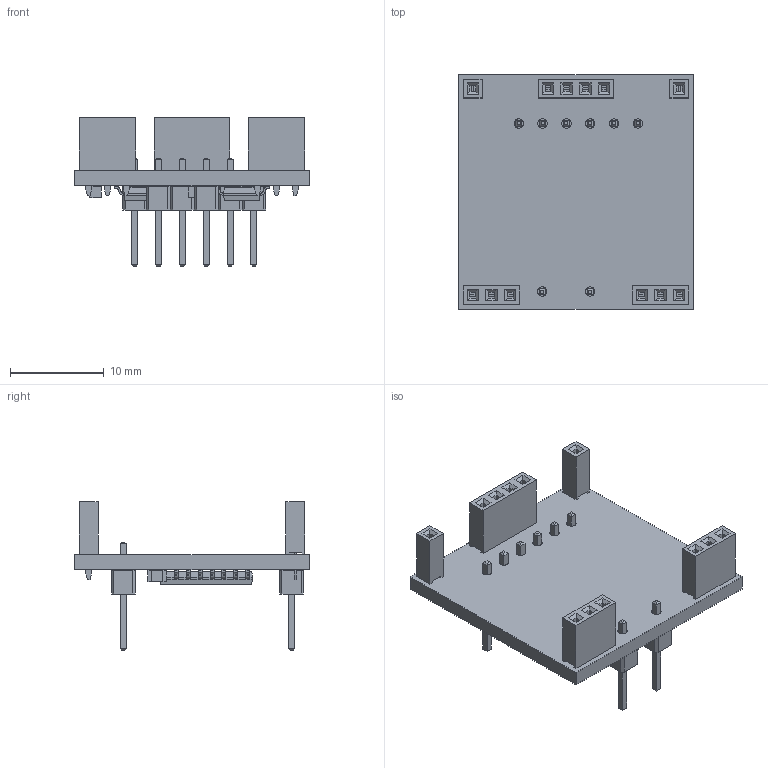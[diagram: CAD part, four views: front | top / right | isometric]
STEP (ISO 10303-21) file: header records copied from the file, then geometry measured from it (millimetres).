
FILE_DESCRIPTION(('KiCad electronic assembly'),'2;1');
FILE_NAME('Shift Register Board.step','2024-07-13T20:35:33',('Pcbnew'),( 'Kicad'),'Open CASCADE STEP processor 7.8','KiCad to STEP converter' ,'Unknown');
FILE_SCHEMA(('AUTOMOTIVE_DESIGN { 1 0 10303 214 1 1 1 1 }'));
Length unit declared in the file: millimetre
Products named in the file (16): Shift Register Board 1; PinSocket_1x04_P2.00mm_Vertical; PinSocket_1x04_P200mm_Vertical; PinSocket_1x03_P2.00mm_Vertical; PinSocket_1x03_P200mm_Vertical; PinSocket_1x01_P2.00mm_Vertical; PinSocket_1x01_P200mm_Vertical; PinHeader_1x01_P2.54mm_Vertical; PinHeader_1x01_P254mm_Vertical; C_0805_2012Metric; SO-16_3.9x9.9mm_P1.27mm; PinHeader_1x06_P2.54mm_Vertical; PinHeader_1x06_P254mm_Vertical; _autosave-Shift Register Board_PCB
Assembly tree (20 placements, depth 3):
  Shift Register Board 1
    PinSocket_1x04_P2.00mm_Vertical
      PinSocket_1x04_P200mm_Vertical
    PinSocket_1x03_P2.00mm_Vertical  x2
      PinSocket_1x03_P200mm_Vertical
    PinSocket_1x01_P2.00mm_Vertical  x2
      PinSocket_1x01_P200mm_Vertical
    PinHeader_1x01_P2.54mm_Vertical  x2
      PinHeader_1x01_P254mm_Vertical
    C_0805_2012Metric  x2
      C_0805_2012Metric
    SO-16_3.9x9.9mm_P1.27mm  x2
      SO-16_3.9x9.9mm_P1.27mm
    PinHeader_1x06_P2.54mm_Vertical
      PinHeader_1x06_P254mm_Vertical
    _autosave-Shift Register Board_PCB
Bounding box: 25 x 25 x 15.84 mm (x, y, z)
Volume: 1494.5 mm3; surface area: 2885.1 mm2
Topology: 13 solids, 13 shells, 1218 faces, 3156 edges, 2022 vertices
Faces by surface type: plane 1030, cylinder 172, bspline 16
Full cylindrical faces by diameter (mm): 0.8 x12, 1 x8
Entity records: 28224 total; most frequent: CARTESIAN_POINT 4040, ORIENTED_EDGE 3926, DIRECTION 3696, EDGE_CURVE 1963, LINE 1758, VECTOR 1758, VERTEX_POINT 1257, AXIS2_PLACEMENT_3D 969
